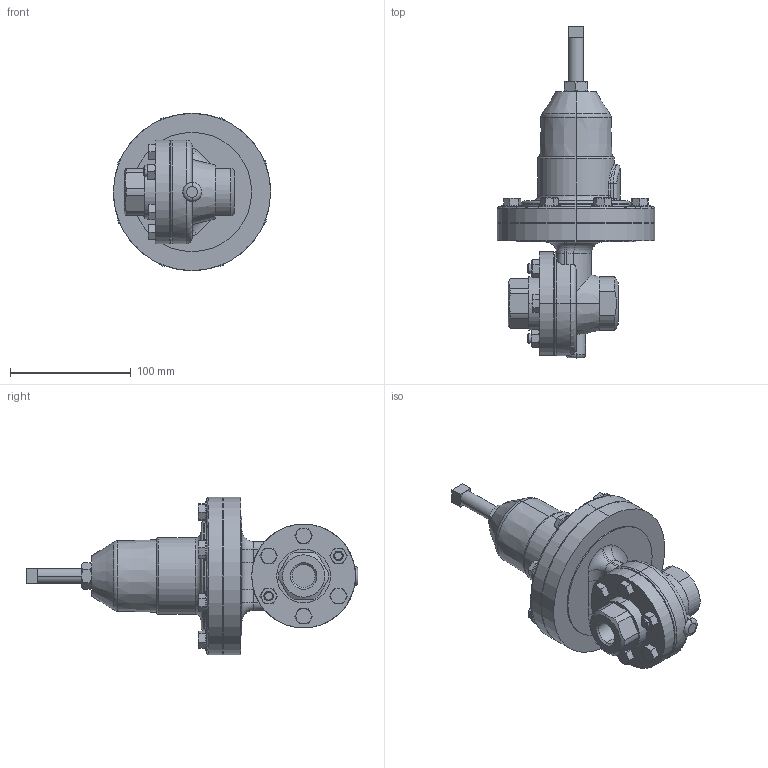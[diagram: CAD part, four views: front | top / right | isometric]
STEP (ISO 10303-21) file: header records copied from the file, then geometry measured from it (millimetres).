
FILE_DESCRIPTION (( 'STEP AP203' ), '1' );
FILE_NAME ('60-050-DI-PT.STEP', '2017-07-06T19:42:12', ( '' ), ( '' ), 'SwSTEP 2.0', 'SolidWorks 2014', '' );
FILE_SCHEMA (( 'CONFIG_CONTROL_DESIGN' ));
Length unit declared in the file: inch
Products named in the file (2): 60-050-DI-PT
Bounding box: 130.05 x 274.49 x 130.05 mm (x, y, z)
Volume: 955838.3 mm3; surface area: 110039.6 mm2
Topology: 1 solids, 1 shells, 435 faces, 1013 edges, 613 vertices
Faces by surface type: plane 166, cone 129, cylinder 103, torus 26, bspline 11
Entity records: 14520 total; most frequent: CARTESIAN_POINT 4676, ORIENTED_EDGE 2022, DIRECTION 2010, EDGE_CURVE 1011, AXIS2_PLACEMENT_3D 841, VERTEX_POINT 613, EDGE_LOOP 496, ADVANCED_FACE 435
